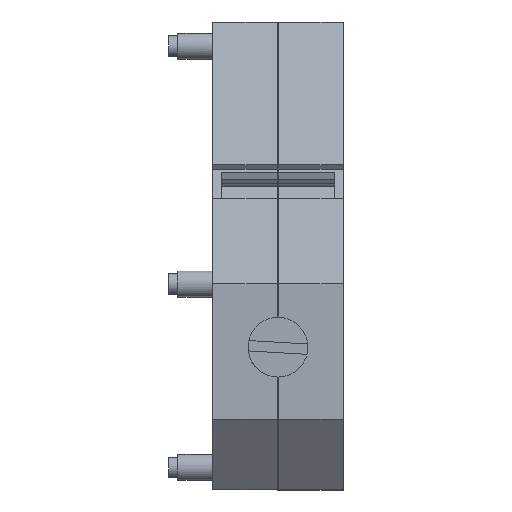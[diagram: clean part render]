
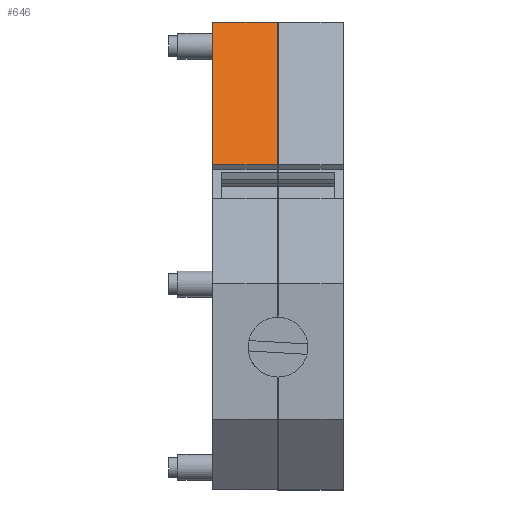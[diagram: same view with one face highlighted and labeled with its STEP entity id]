
A CAD part, top view. The second image highlights one B-rep face of the part: STEP entity #646.
In plain terms, the highlighted planar face has unit normal (0, 0.788, 0.616).
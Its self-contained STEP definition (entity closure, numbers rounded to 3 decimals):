
#483=AXIS2_PLACEMENT_3D('Plane Axis2P3D',#480,#481,#482) ;
#77=CARTESIAN_POINT('Vertex',(5.06,37.469,59.758)) ;
#80=CARTESIAN_POINT('Line Origine',(5.06,45.735,49.179)) ;
#84=CARTESIAN_POINT('Vertex',(5.06,54.,38.6)) ;
#480=CARTESIAN_POINT('Axis2P3D Location',(5.06,33.591,64.723)) ;
#600=CARTESIAN_POINT('Line Origine',(8.81,37.469,59.758)) ;
#604=CARTESIAN_POINT('Vertex',(12.56,37.469,59.758)) ;
#620=CARTESIAN_POINT('Line Origine',(8.81,54.,38.6)) ;
#624=CARTESIAN_POINT('Vertex',(12.56,54.,38.6)) ;
#627=CARTESIAN_POINT('Line Origine',(12.56,37.562,59.64)) ;
#631=CARTESIAN_POINT('Vertex',(12.56,37.654,59.522)) ;
#634=CARTESIAN_POINT('Line Origine',(12.56,45.827,49.061)) ;
#81=DIRECTION('Vector Direction',(0.,-0.616,0.788)) ;
#481=DIRECTION('Axis2P3D Direction',(0.,0.788,0.616)) ;
#482=DIRECTION('Axis2P3D XDirection',(0.,-0.616,0.788)) ;
#601=DIRECTION('Vector Direction',(1.,0.,0.)) ;
#621=DIRECTION('Vector Direction',(1.,0.,0.)) ;
#628=DIRECTION('Vector Direction',(0.,0.616,-0.788)) ;
#635=DIRECTION('Vector Direction',(0.,-0.616,0.788)) ;
#82=VECTOR('Line Direction',#81,1.) ;
#602=VECTOR('Line Direction',#601,1.) ;
#622=VECTOR('Line Direction',#621,1.) ;
#629=VECTOR('Line Direction',#628,1.) ;
#636=VECTOR('Line Direction',#635,1.) ;
#640=ORIENTED_EDGE('',*,*,#626,.F.) ;
#641=ORIENTED_EDGE('',*,*,#86,.F.) ;
#642=ORIENTED_EDGE('',*,*,#606,.T.) ;
#643=ORIENTED_EDGE('',*,*,#633,.F.) ;
#644=ORIENTED_EDGE('',*,*,#638,.F.) ;
#646=ADVANCED_FACE('SECONDARY',(#645),#484,.T.) ;
#86=EDGE_CURVE('',#78,#85,#83,.F.) ;
#606=EDGE_CURVE('',#78,#605,#603,.T.) ;
#626=EDGE_CURVE('',#85,#625,#623,.T.) ;
#633=EDGE_CURVE('',#632,#605,#630,.F.) ;
#638=EDGE_CURVE('',#625,#632,#637,.T.) ;
#639=EDGE_LOOP('',(#640,#641,#642,#643,#644)) ;
#645=FACE_OUTER_BOUND('',#639,.T.) ;
#83=LINE('Line',#80,#82) ;
#603=LINE('Line',#600,#602) ;
#623=LINE('Line',#620,#622) ;
#630=LINE('Line',#627,#629) ;
#637=LINE('Line',#634,#636) ;
#484=PLANE('',#483) ;
#78=VERTEX_POINT('',#77) ;
#85=VERTEX_POINT('',#84) ;
#605=VERTEX_POINT('',#604) ;
#625=VERTEX_POINT('',#624) ;
#632=VERTEX_POINT('',#631) ;
